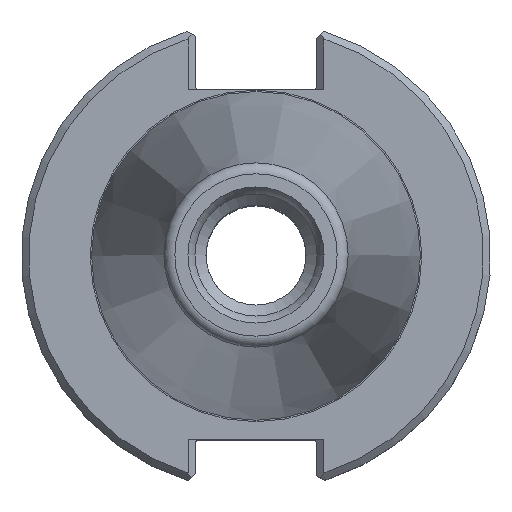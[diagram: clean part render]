
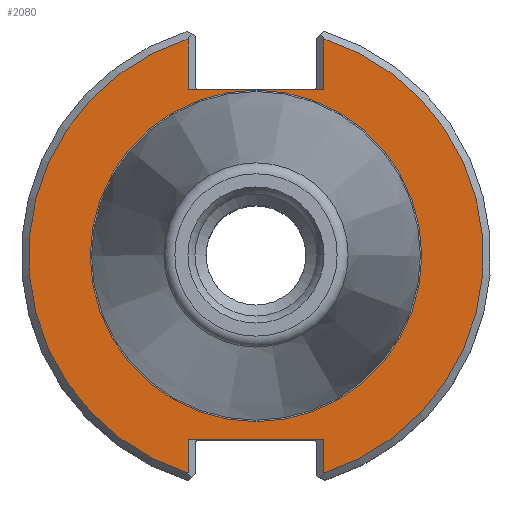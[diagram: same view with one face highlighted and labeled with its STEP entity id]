
A CAD part, top view. The second image highlights one B-rep face of the part: STEP entity #2080.
In plain terms, the highlighted planar face has unit normal (0, 0, 1).
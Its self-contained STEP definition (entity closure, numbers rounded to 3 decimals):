
#119=LINE('',#3066,#183);
#120=LINE('',#3068,#184);
#121=LINE('',#3070,#185);
#122=LINE('',#3074,#186);
#123=LINE('',#3076,#187);
#124=LINE('',#3078,#188);
#183=VECTOR('',#2426,1000.);
#184=VECTOR('',#2427,1000.);
#185=VECTOR('',#2428,1000.);
#186=VECTOR('',#2431,1000.);
#187=VECTOR('',#2432,1000.);
#188=VECTOR('',#2433,1000.);
#234=CIRCLE('',#2195,22.413);
#235=CIRCLE('',#2197,30.75);
#236=CIRCLE('',#2198,30.75);
#402=ORIENTED_EDGE('',*,*,#783,.T.);
#403=ORIENTED_EDGE('',*,*,#784,.T.);
#404=ORIENTED_EDGE('',*,*,#785,.F.);
#405=ORIENTED_EDGE('',*,*,#786,.T.);
#406=ORIENTED_EDGE('',*,*,#787,.T.);
#407=ORIENTED_EDGE('',*,*,#788,.T.);
#408=ORIENTED_EDGE('',*,*,#789,.F.);
#409=ORIENTED_EDGE('',*,*,#790,.T.);
#410=ORIENTED_EDGE('',*,*,#782,.F.);
#782=EDGE_CURVE('',#964,#964,#234,.T.);
#783=EDGE_CURVE('',#965,#966,#235,.T.);
#784=EDGE_CURVE('',#966,#967,#119,.T.);
#785=EDGE_CURVE('',#968,#967,#120,.T.);
#786=EDGE_CURVE('',#968,#969,#121,.T.);
#787=EDGE_CURVE('',#969,#970,#236,.T.);
#788=EDGE_CURVE('',#970,#971,#122,.T.);
#789=EDGE_CURVE('',#972,#971,#123,.T.);
#790=EDGE_CURVE('',#972,#965,#124,.T.);
#964=VERTEX_POINT('',#3061);
#965=VERTEX_POINT('',#3064);
#966=VERTEX_POINT('',#3065);
#967=VERTEX_POINT('',#3067);
#968=VERTEX_POINT('',#3069);
#969=VERTEX_POINT('',#3071);
#970=VERTEX_POINT('',#3073);
#971=VERTEX_POINT('',#3075);
#972=VERTEX_POINT('',#3077);
#1136=EDGE_LOOP('',(#402,#403,#404,#405,#406,#407,#408,#409));
#1137=EDGE_LOOP('',(#410));
#1266=FACE_BOUND('',#1136,.T.);
#1267=FACE_BOUND('',#1137,.T.);
#1384=PLANE('',#2196);
#2080=ADVANCED_FACE('',(#1266,#1267),#1384,.T.);
#2195=AXIS2_PLACEMENT_3D('',#3060,#2420,#2421);
#2196=AXIS2_PLACEMENT_3D('',#3062,#2422,#2423);
#2197=AXIS2_PLACEMENT_3D('',#3063,#2424,#2425);
#2198=AXIS2_PLACEMENT_3D('',#3072,#2429,#2430);
#2420=DIRECTION('',(0.,0.,1.));
#2421=DIRECTION('',(1.,0.,0.));
#2422=DIRECTION('',(0.,0.,1.));
#2423=DIRECTION('',(1.,0.,0.));
#2424=DIRECTION('',(0.,0.,1.));
#2425=DIRECTION('',(1.,0.,0.));
#2426=DIRECTION('',(0.,1.,0.));
#2427=DIRECTION('',(-1.,0.,0.));
#2428=DIRECTION('',(0.,-1.,0.));
#2429=DIRECTION('',(0.,0.,1.));
#2430=DIRECTION('',(1.,0.,0.));
#2431=DIRECTION('',(0.,-1.,0.));
#2432=DIRECTION('',(1.,0.,0.));
#2433=DIRECTION('',(0.,1.,0.));
#3060=CARTESIAN_POINT('',(0.,0.,-3.17));
#3061=CARTESIAN_POINT('',(22.413,0.,-3.17));
#3062=CARTESIAN_POINT('',(22.413,0.,-3.17));
#3063=CARTESIAN_POINT('',(0.,0.,-3.17));
#3064=CARTESIAN_POINT('',(-9.19,29.345,-3.17));
#3065=CARTESIAN_POINT('',(-9.19,-29.345,-3.17));
#3066=CARTESIAN_POINT('',(-9.19,-24.87,-3.17));
#3067=CARTESIAN_POINT('',(-9.19,-24.87,-3.17));
#3068=CARTESIAN_POINT('',(8.19,-24.87,-3.17));
#3069=CARTESIAN_POINT('',(9.19,-24.87,-3.17));
#3070=CARTESIAN_POINT('',(9.19,-30.831,-3.17));
#3071=CARTESIAN_POINT('',(9.19,-29.345,-3.17));
#3072=CARTESIAN_POINT('',(0.,0.,-3.17));
#3073=CARTESIAN_POINT('',(9.19,29.345,-3.17));
#3074=CARTESIAN_POINT('',(9.19,22.46,-3.17));
#3075=CARTESIAN_POINT('',(9.19,22.46,-3.17));
#3076=CARTESIAN_POINT('',(-8.19,22.46,-3.17));
#3077=CARTESIAN_POINT('',(-9.19,22.46,-3.17));
#3078=CARTESIAN_POINT('',(-9.19,30.831,-3.17));
